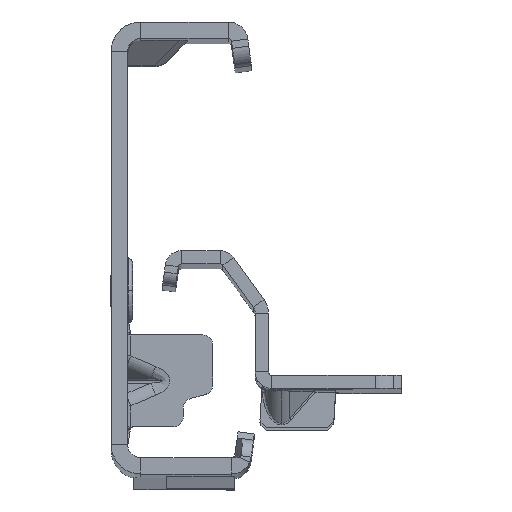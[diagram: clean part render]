
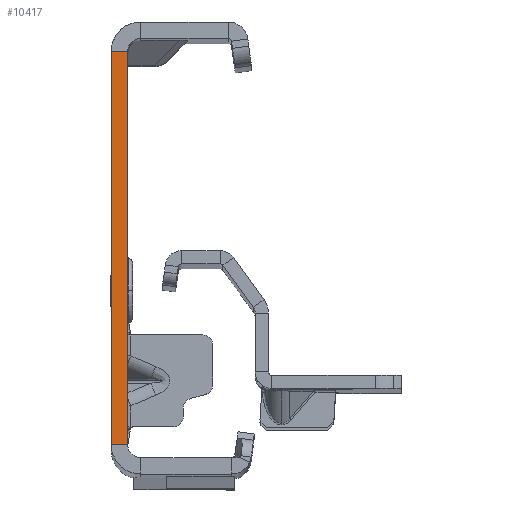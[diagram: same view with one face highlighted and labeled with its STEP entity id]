
A CAD part, top view. The second image highlights one B-rep face of the part: STEP entity #10417.
In plain terms, the highlighted planar face has unit normal (0, 0, 1).
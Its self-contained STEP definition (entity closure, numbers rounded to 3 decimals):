
#99 = FACE_OUTER_BOUND ( 'NONE', #14861, .T. ) ;
#342 = PLANE ( 'NONE',  #4005 ) ;
#520 = ORIENTED_EDGE ( 'NONE', *, *, #21242, .F. ) ;
#1434 = DIRECTION ( 'NONE',  ( 0., -1., 0. ) ) ;
#2643 = EDGE_CURVE ( 'NONE', #12017, #20804, #4110, .T. ) ;
#3040 = ORIENTED_EDGE ( 'NONE', *, *, #10776, .F. ) ;
#4005 = AXIS2_PLACEMENT_3D ( 'NONE', #7641, #20753, #7884 ) ;
#4110 = LINE ( 'NONE', #20911, #12859 ) ;
#5152 = CARTESIAN_POINT ( 'NONE',  ( 0., -32., 0. ) ) ;
#6733 = CARTESIAN_POINT ( 'NONE',  ( 0., 30., 0. ) ) ;
#6773 = CARTESIAN_POINT ( 'NONE',  ( -2.5, 30., 0. ) ) ;
#6864 = CARTESIAN_POINT ( 'NONE',  ( -2.5, -32., 0. ) ) ;
#7641 = CARTESIAN_POINT ( 'NONE',  ( -2.5, -32., 0. ) ) ;
#7650 = VECTOR ( 'NONE', #21559, 1000. ) ;
#7884 = DIRECTION ( 'NONE',  ( 1., 0., 0. ) ) ;
#8386 = EDGE_CURVE ( 'NONE', #20804, #22455, #20090, .T. ) ;
#10417 = ADVANCED_FACE ( 'NONE', ( #99 ), #342, .T. ) ;
#10776 = EDGE_CURVE ( 'NONE', #12017, #23241, #14439, .T. ) ;
#12017 = VERTEX_POINT ( 'NONE', #6733 ) ;
#12659 = VECTOR ( 'NONE', #1434, 1000. ) ;
#12692 = DIRECTION ( 'NONE',  ( 0., -1., 0. ) ) ;
#12859 = VECTOR ( 'NONE', #15485, 1000. ) ;
#13402 = CARTESIAN_POINT ( 'NONE',  ( -2.5, -30., 0. ) ) ;
#14226 = ORIENTED_EDGE ( 'NONE', *, *, #2643, .T. ) ;
#14439 = LINE ( 'NONE', #5152, #17879 ) ;
#14861 = EDGE_LOOP ( 'NONE', ( #3040, #14226, #19967, #520 ) ) ;
#15485 = DIRECTION ( 'NONE',  ( -1., 0., 0. ) ) ;
#15904 = LINE ( 'NONE', #23411, #7650 ) ;
#17879 = VECTOR ( 'NONE', #12692, 1000. ) ;
#19137 = CARTESIAN_POINT ( 'NONE',  ( 0., -30., 0. ) ) ;
#19967 = ORIENTED_EDGE ( 'NONE', *, *, #8386, .T. ) ;
#20090 = LINE ( 'NONE', #6864, #12659 ) ;
#20753 = DIRECTION ( 'NONE',  ( 0., 0., 1. ) ) ;
#20804 = VERTEX_POINT ( 'NONE', #6773 ) ;
#20911 = CARTESIAN_POINT ( 'NONE',  ( 0., 30., 0. ) ) ;
#21242 = EDGE_CURVE ( 'NONE', #23241, #22455, #15904, .T. ) ;
#21559 = DIRECTION ( 'NONE',  ( -1., 0., 0. ) ) ;
#22455 = VERTEX_POINT ( 'NONE', #13402 ) ;
#23241 = VERTEX_POINT ( 'NONE', #19137 ) ;
#23411 = CARTESIAN_POINT ( 'NONE',  ( 0., -30., 0. ) ) ;
